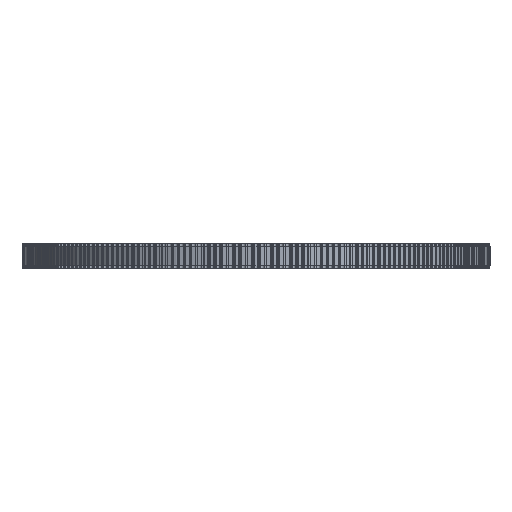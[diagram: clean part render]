
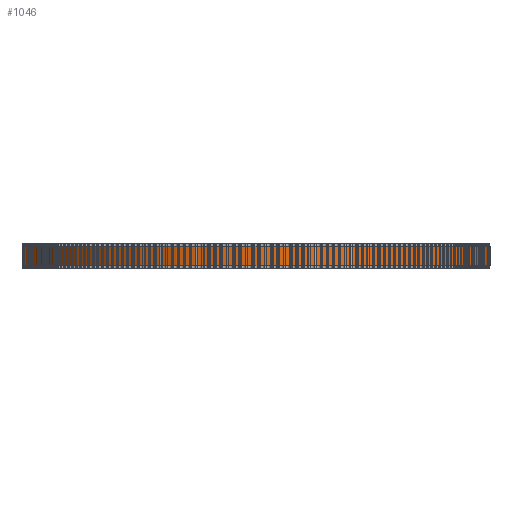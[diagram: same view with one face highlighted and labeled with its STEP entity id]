
A CAD part, front view. The second image highlights one B-rep face of the part: STEP entity #1046.
In plain terms, the highlighted cylindrical face has radius 73.53 mm (diameter 147.059 mm), a full revolution.
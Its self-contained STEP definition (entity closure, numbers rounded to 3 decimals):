
#97=FACE_BOUND('',#3824,.T.);
#98=FACE_BOUND('',#3825,.T.);
#1046=ADVANCED_FACE('',(#97,#98),#1971,.T.);
#1971=CYLINDRICAL_SURFACE('',#20471,73.53);
#3824=EDGE_LOOP('',(#11218));
#3825=EDGE_LOOP('',(#11219));
#11218=ORIENTED_EDGE('',*,*,#15842,.T.);
#11219=ORIENTED_EDGE('',*,*,#15843,.T.);
#13068=VERTEX_POINT('',#32500);
#13069=VERTEX_POINT('',#32502);
#15842=EDGE_CURVE('',#13068,#13068,#17692,.T.);
#15843=EDGE_CURVE('',#13069,#13069,#17693,.T.);
#17692=CIRCLE('',#20469,73.53);
#17693=CIRCLE('',#20470,73.53);
#20469=AXIS2_PLACEMENT_3D('',#32499,#26946,#26947);
#20470=AXIS2_PLACEMENT_3D('',#32501,#26948,#26949);
#20471=AXIS2_PLACEMENT_3D('',#32503,#26950,#26951);
#26946=DIRECTION('',(0.,0.,1.));
#26947=DIRECTION('',(1.,0.,0.));
#26948=DIRECTION('',(0.,0.,-1.));
#26949=DIRECTION('',(1.,0.,0.));
#26950=DIRECTION('',(0.,0.,1.));
#26951=DIRECTION('',(1.,0.,0.));
#32499=CARTESIAN_POINT('',(0.,0.,1.));
#32500=CARTESIAN_POINT('',(73.53,0.,1.));
#32501=CARTESIAN_POINT('',(0.,0.,7.));
#32502=CARTESIAN_POINT('',(73.53,0.,7.));
#32503=CARTESIAN_POINT('',(0.,0.,1.));
